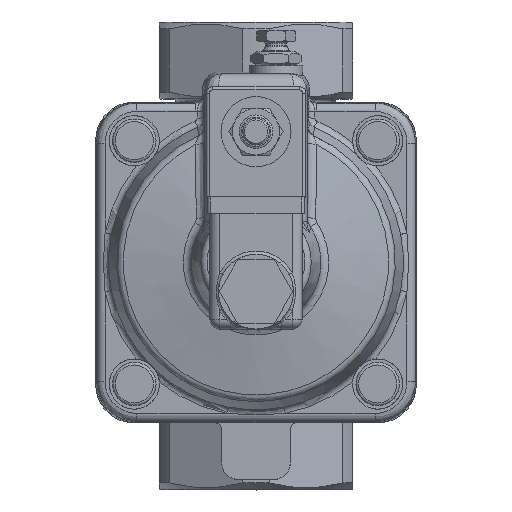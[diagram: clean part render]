
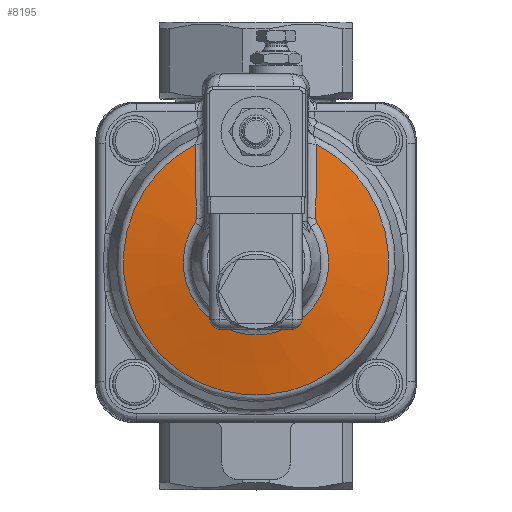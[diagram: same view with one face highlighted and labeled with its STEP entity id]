
A CAD part, top view. The second image highlights one B-rep face of the part: STEP entity #8195.
In plain terms, the highlighted conical face has half-angle 79.4 degrees and reference radius 30.598 mm.
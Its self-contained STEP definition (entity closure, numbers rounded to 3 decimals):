
#171=B_SPLINE_CURVE_WITH_KNOTS('',3,(#12860,#12861,#12862,#12863,#12864),
 .UNSPECIFIED.,.F.,.F.,(4,1,4),(-2.259,-1.291,0.),
 .UNSPECIFIED.);
#172=B_SPLINE_CURVE_WITH_KNOTS('',3,(#12887,#12888,#12889,#12890),
 .UNSPECIFIED.,.F.,.F.,(4,4),(-0.138,0.),.UNSPECIFIED.);
#174=B_SPLINE_CURVE_WITH_KNOTS('',3,(#12921,#12922,#12923,#12924),
 .UNSPECIFIED.,.F.,.F.,(4,4),(-0.138,0.),.UNSPECIFIED.);
#176=B_SPLINE_CURVE_WITH_KNOTS('',3,(#12956,#12957,#12958,#12959,#12960),
 .UNSPECIFIED.,.F.,.F.,(4,1,4),(-2.259,-0.968,0.),
 .UNSPECIFIED.);
#1967=FACE_OUTER_BOUND('',#2545,.T.);
#2545=EDGE_LOOP('',(#5976,#5977,#5978,#5979,#5980,#5981));
#3086=CIRCLE('',#8827,21.768);
#3104=CIRCLE('',#8857,39.737);
#3571=VERTEX_POINT('',#12857);
#3572=VERTEX_POINT('',#12859);
#3573=VERTEX_POINT('',#12886);
#3574=VERTEX_POINT('',#12897);
#3575=VERTEX_POINT('',#12920);
#3576=VERTEX_POINT('',#12955);
#4427=EDGE_CURVE('',#3571,#3572,#171,.T.);
#4429=EDGE_CURVE('',#3572,#3573,#172,.T.);
#4433=EDGE_CURVE('',#3573,#3574,#3086,.T.);
#4434=EDGE_CURVE('',#3574,#3575,#174,.T.);
#4437=EDGE_CURVE('',#3575,#3576,#176,.T.);
#4474=EDGE_CURVE('',#3576,#3571,#3104,.T.);
#5976=ORIENTED_EDGE('',*,*,#4427,.F.);
#5977=ORIENTED_EDGE('',*,*,#4474,.F.);
#5978=ORIENTED_EDGE('',*,*,#4437,.F.);
#5979=ORIENTED_EDGE('',*,*,#4434,.F.);
#5980=ORIENTED_EDGE('',*,*,#4433,.F.);
#5981=ORIENTED_EDGE('',*,*,#4429,.F.);
#8025=CONICAL_SURFACE('',#8858,30.598,79.4);
#8195=ADVANCED_FACE('',(#1967),#8025,.T.);
#8827=AXIS2_PLACEMENT_3D('',#12899,#10008,#10009);
#8857=AXIS2_PLACEMENT_3D('',#13561,#10074,#10075);
#8858=AXIS2_PLACEMENT_3D('',#13562,#10076,#10077);
#10008=DIRECTION('center_axis',(0.,0.,
1.));
#10009=DIRECTION('ref_axis',(0.,-1.,0.));
#10074=DIRECTION('center_axis',(0.,0.,
-1.));
#10075=DIRECTION('ref_axis',(0.,-1.,0.));
#10076=DIRECTION('center_axis',(0.,0.,
-1.));
#10077=DIRECTION('ref_axis',(0.,-1.,0.));
#12857=CARTESIAN_POINT('',(-18.134,35.358,60.49));
#12859=CARTESIAN_POINT('',(-17.884,13.176,63.769));
#12860=CARTESIAN_POINT('Ctrl Pts',(-18.134,35.358,60.49));
#12861=CARTESIAN_POINT('Ctrl Pts',(-18.107,32.185,61.02));
#12862=CARTESIAN_POINT('Ctrl Pts',(-18.038,24.778,62.226));
#12863=CARTESIAN_POINT('Ctrl Pts',(-17.942,17.384,63.293));
#12864=CARTESIAN_POINT('Ctrl Pts',(-17.884,13.176,63.769));
#12886=CARTESIAN_POINT('',(-18.237,11.886,63.852));
#12887=CARTESIAN_POINT('Ctrl Pts',(-17.884,13.176,63.769));
#12888=CARTESIAN_POINT('Ctrl Pts',(-17.878,12.724,63.82));
#12889=CARTESIAN_POINT('Ctrl Pts',(-17.991,12.263,63.852));
#12890=CARTESIAN_POINT('Ctrl Pts',(-18.237,11.886,63.852));
#12897=CARTESIAN_POINT('',(18.237,11.886,63.852));
#12899=CARTESIAN_POINT('Origin',(0.,0.,
63.852));
#12920=CARTESIAN_POINT('',(17.884,13.176,63.769));
#12921=CARTESIAN_POINT('Ctrl Pts',(18.237,11.886,63.852));
#12922=CARTESIAN_POINT('Ctrl Pts',(17.991,12.263,63.852));
#12923=CARTESIAN_POINT('Ctrl Pts',(17.878,12.724,63.82));
#12924=CARTESIAN_POINT('Ctrl Pts',(17.884,13.176,63.769));
#12955=CARTESIAN_POINT('',(18.134,35.358,60.49));
#12956=CARTESIAN_POINT('Ctrl Pts',(17.884,13.176,63.769));
#12957=CARTESIAN_POINT('Ctrl Pts',(17.942,17.384,63.293));
#12958=CARTESIAN_POINT('Ctrl Pts',(18.038,24.778,62.226));
#12959=CARTESIAN_POINT('Ctrl Pts',(18.107,32.185,61.02));
#12960=CARTESIAN_POINT('Ctrl Pts',(18.134,35.358,60.49));
#13561=CARTESIAN_POINT('Origin',(0.,0.,
60.49));
#13562=CARTESIAN_POINT('Origin',(0.,0.,
62.2));
